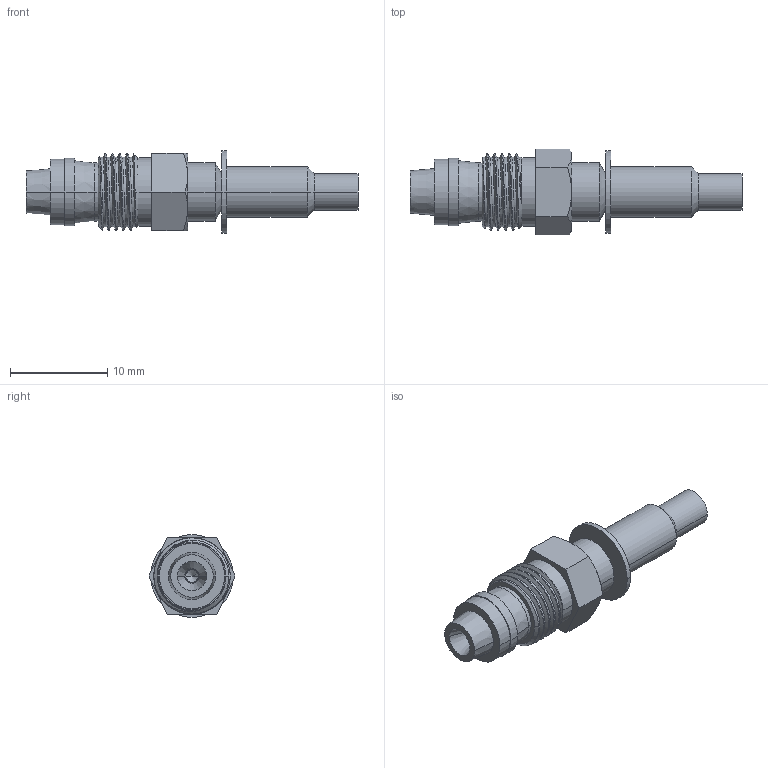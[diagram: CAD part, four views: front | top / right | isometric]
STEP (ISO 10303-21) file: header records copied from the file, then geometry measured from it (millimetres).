
FILE_DESCRIPTION((''),'2;1');
FILE_NAME('192111_SW0001','2020-02-20T',('Lokesh'),(''),'CREO PARAMETRIC BY PTC INC, 2018360','CREO PARAMETRIC BY PTC INC, 2018360','');
FILE_SCHEMA(('CONFIG_CONTROL_DESIGN'));
Length unit declared in the file: millimetre
Products named in the file (1): 192111_SW0001
Bounding box: 34.1 x 8.83 x 8.5 mm (x, y, z)
Volume: 955.8 mm3; surface area: 972.4 mm2
Topology: 1 solids, 1 shells, 88 faces, 206 edges, 129 vertices
Faces by surface type: cylinder 32, plane 26, cone 24, bspline 6
Entity records: 4444 total; most frequent: CARTESIAN_POINT 2431, ORIENTED_EDGE 408, DIRECTION 406, EDGE_CURVE 204, AXIS2_PLACEMENT_3D 164, VERTEX_POINT 129, EDGE_LOOP 99, FACE_OUTER_BOUND 88
